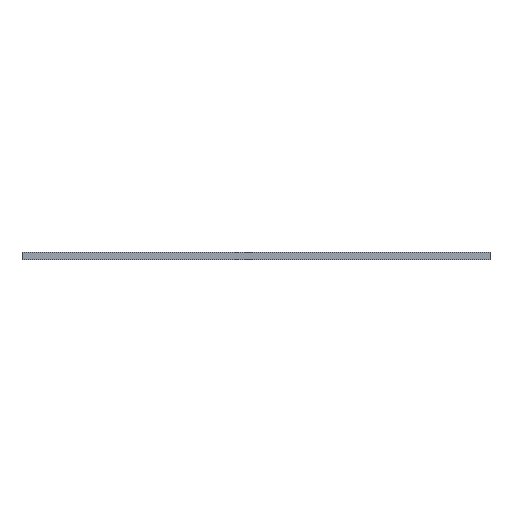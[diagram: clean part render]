
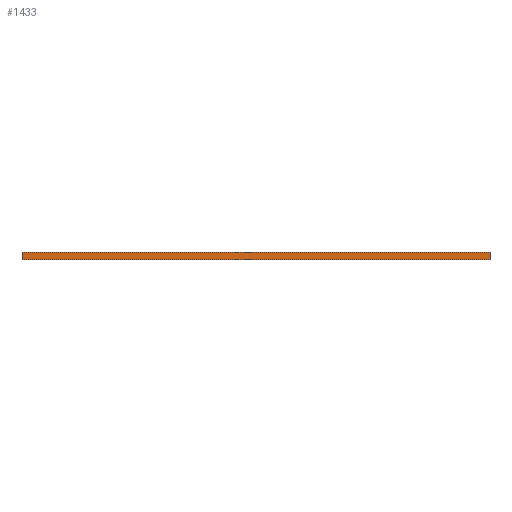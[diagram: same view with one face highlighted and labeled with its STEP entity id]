
A CAD part, left-side view. The second image highlights one B-rep face of the part: STEP entity #1433.
In plain terms, the highlighted planar face has unit normal (-1, 0, 0).
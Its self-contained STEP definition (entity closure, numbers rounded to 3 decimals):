
#1116=CARTESIAN_POINT('',(-139.945,1491.017,479.623));
#1117=VERTEX_POINT('',#1116);
#1118=CARTESIAN_POINT('',(-139.945,1223.983,479.623));
#1119=VERTEX_POINT('',#1118);
#1120=CARTESIAN_POINT('',(-139.945,1491.017,479.623));
#1121=DIRECTION('',(-0.,-1.,-0.));
#1122=VECTOR('',#1121,267.034);
#1123=LINE('',#1120,#1122);
#1124=EDGE_CURVE('',#1117,#1119,#1123,.T.);
#1312=CARTESIAN_POINT('',(-139.945,1223.983,475.123));
#1313=VERTEX_POINT('',#1312);
#1320=CARTESIAN_POINT('',(-139.945,1491.017,475.123));
#1321=VERTEX_POINT('',#1320);
#1322=CARTESIAN_POINT('',(-139.945,1223.983,475.123));
#1323=DIRECTION('',(0.,1.,0.));
#1324=VECTOR('',#1323,267.034);
#1325=LINE('',#1322,#1324);
#1326=EDGE_CURVE('',#1313,#1321,#1325,.T.);
#1412=CARTESIAN_POINT('',(-139.945,1299.5,462.623));
#1413=DIRECTION('',(-1.,0.,0.));
#1414=DIRECTION('',(0.,-1.,0.));
#1415=AXIS2_PLACEMENT_3D('',#1412,#1413,#1414);
#1416=PLANE('',#1415);
#1417=ORIENTED_EDGE('',*,*,#1326,.F.);
#1418=CARTESIAN_POINT('',(-139.945,1223.983,475.123));
#1419=DIRECTION('',(0.,0.,1.));
#1420=VECTOR('',#1419,4.5);
#1421=LINE('',#1418,#1420);
#1422=EDGE_CURVE('',#1313,#1119,#1421,.T.);
#1423=ORIENTED_EDGE('',*,*,#1422,.T.);
#1424=ORIENTED_EDGE('',*,*,#1124,.F.);
#1425=CARTESIAN_POINT('',(-139.945,1491.017,475.123));
#1426=DIRECTION('',(0.,0.,1.));
#1427=VECTOR('',#1426,4.5);
#1428=LINE('',#1425,#1427);
#1429=EDGE_CURVE('',#1321,#1117,#1428,.T.);
#1430=ORIENTED_EDGE('',*,*,#1429,.F.);
#1431=EDGE_LOOP('',(#1417,#1423,#1424,#1430));
#1432=FACE_BOUND('',#1431,.T.);
#1433=ADVANCED_FACE('',(#1432),#1416,.T.);
